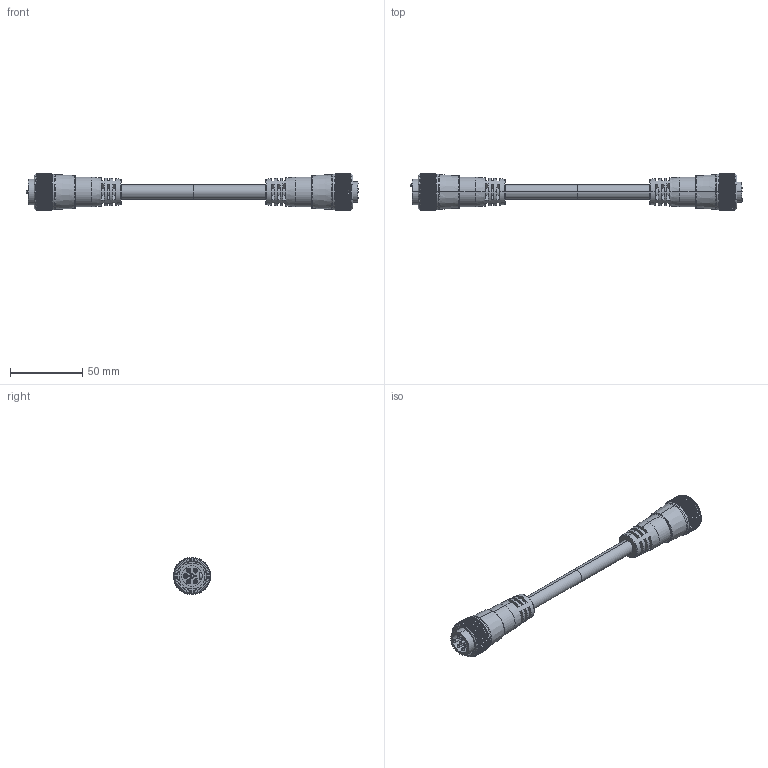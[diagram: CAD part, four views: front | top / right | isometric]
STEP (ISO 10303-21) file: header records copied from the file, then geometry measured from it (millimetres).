
FILE_DESCRIPTION (( 'STEP AP214' ), '1' );
FILE_NAME ('ZP-S1-6MFP-6M.step', '2016-03-08T22:15:20', ( '' ), ( '' ), 'SwSTEP 2.0', 'SolidWorks 2015', '' );
FILE_SCHEMA (( 'AUTOMOTIVE_DESIGN' ));
Length unit declared in the file: millimetre
Products named in the file (1): ZP-S1-6MFP-6M
Bounding box: 229.66 x 25.83 x 25.84 mm (x, y, z)
Volume: 50877.6 mm3; surface area: 23497.4 mm2
Topology: 10 solids, 10 shells, 1226 faces, 3422 edges, 2258 vertices
Faces by surface type: cylinder 636, plane 452, bspline 74, cone 40, torus 12, sphere 12
Entity records: 46940 total; most frequent: CARTESIAN_POINT 17132, ORIENTED_EDGE 6796, DIRECTION 4815, EDGE_CURVE 3398, VERTEX_POINT 2246, AXIS2_PLACEMENT_3D 1737, B_SPLINE_CURVE_WITH_KNOTS 1473, VECTOR 1341
